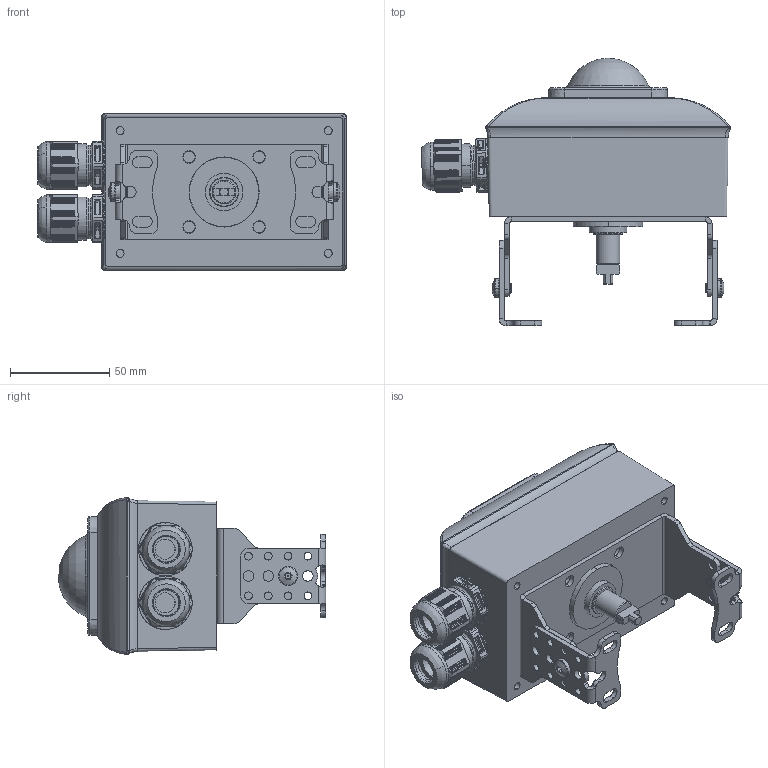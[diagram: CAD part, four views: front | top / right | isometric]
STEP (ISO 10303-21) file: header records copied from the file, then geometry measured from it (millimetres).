
FILE_DESCRIPTION (( 'STEP AP203' ), '1' );
FILE_NAME ('E_E_02-2KV-3D.STEP', '2022-12-19T07:07:02', ( '' ), ( '' ), 'SwSTEP 2.0', 'SolidWorks 2022', '' );
FILE_SCHEMA (( 'CONFIG_CONTROL_DESIGN' ));
Length unit declared in the file: millimetre
Products named in the file (1): E_E_02-2KV-3D
Bounding box: 155.84 x 135 x 78.99 mm (x, y, z)
Volume: 612144.7 mm3; surface area: 89940.7 mm2
Topology: 10 solids, 10 shells, 1825 faces, 4698 edges, 2907 vertices
Faces by surface type: cylinder 539, plane 534, cone 389, bspline 350, sphere 7, torus 6
Entity records: 63091 total; most frequent: CARTESIAN_POINT 21506, ORIENTED_EDGE 9334, DIRECTION 7962, EDGE_CURVE 4667, AXIS2_PLACEMENT_3D 3061, VERTEX_POINT 2905, EDGE_LOOP 1946, VECTOR 1840
